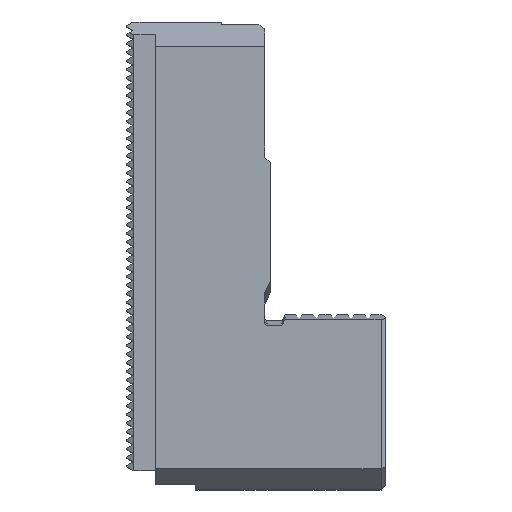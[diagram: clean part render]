
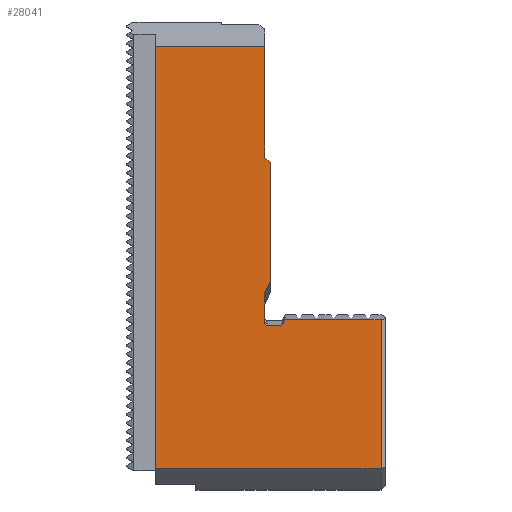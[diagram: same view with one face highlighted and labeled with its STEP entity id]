
A CAD part, top view. The second image highlights one B-rep face of the part: STEP entity #28041.
In plain terms, the highlighted planar face has unit normal (0, 0, 1).
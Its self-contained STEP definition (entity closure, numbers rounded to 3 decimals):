
#52 = CARTESIAN_POINT ( 'NONE',  ( 90., 260.5, 40. ) ) ;
#150 = LINE ( 'NONE', #7680, #33567 ) ;
#1376 = VERTEX_POINT ( 'NONE', #20201 ) ;
#2459 = ORIENTED_EDGE ( 'NONE', *, *, #22443, .F. ) ;
#2795 = VERTEX_POINT ( 'NONE', #6604 ) ;
#3176 = ORIENTED_EDGE ( 'NONE', *, *, #24896, .T. ) ;
#3377 = ORIENTED_EDGE ( 'NONE', *, *, #23489, .T. ) ;
#3385 = VECTOR ( 'NONE', #18639, 1000. ) ;
#4296 = CARTESIAN_POINT ( 'NONE',  ( 48.666, 212.816, 40. ) ) ;
#4413 = CARTESIAN_POINT ( 'NONE',  ( 55.155, 156.952, 40. ) ) ;
#4508 = DIRECTION ( 'NONE',  ( 0., 1., 0. ) ) ;
#5287 = DIRECTION ( 'NONE',  ( 0., 1., 0. ) ) ;
#5310 = CARTESIAN_POINT ( 'NONE',  ( 0., 154.886, 40. ) ) ;
#5746 = CARTESIAN_POINT ( 'NONE',  ( 88.5, 260.5, 40. ) ) ;
#5889 = VECTOR ( 'NONE', #5287, 1000. ) ;
#6091 = ORIENTED_EDGE ( 'NONE', *, *, #15449, .T. ) ;
#6139 = EDGE_CURVE ( 'NONE', #13774, #6843, #21967, .T. ) ;
#6350 = ORIENTED_EDGE ( 'NONE', *, *, #27742, .T. ) ;
#6442 = ORIENTED_EDGE ( 'NONE', *, *, #17189, .F. ) ;
#6604 = CARTESIAN_POINT ( 'NONE',  ( 55.155, 156.952, 40. ) ) ;
#6712 = CARTESIAN_POINT ( 'NONE',  ( 48.122, 155.407, 40. ) ) ;
#6843 = VERTEX_POINT ( 'NONE', #12405 ) ;
#6886 = CARTESIAN_POINT ( 'NONE',  ( 48.025, 155.653, 40. ) ) ;
#7143 = VECTOR ( 'NONE', #32364, 1000. ) ;
#7303 = VERTEX_POINT ( 'NONE', #32723 ) ;
#7461 = B_SPLINE_CURVE_WITH_KNOTS ( 'NONE', 3,
 ( #4413, #18191, #31831, #34510 ),
 .UNSPECIFIED., .F., .F.,
 ( 4, 4 ),
 ( 0.071, 0.074 ),
 .UNSPECIFIED. ) ;
#7487 = VERTEX_POINT ( 'NONE', #9588 ) ;
#7680 = CARTESIAN_POINT ( 'NONE',  ( 90.001, 105.017, 40. ) ) ;
#7877 = LINE ( 'NONE', #22023, #14308 ) ;
#7940 = DIRECTION ( 'NONE',  ( 0., 0., -1. ) ) ;
#8043 = DIRECTION ( 'NONE',  ( 0., 1., 0. ) ) ;
#8056 = ORIENTED_EDGE ( 'NONE', *, *, #16142, .T. ) ;
#8206 = CARTESIAN_POINT ( 'NONE',  ( 48., 166.33, 40. ) ) ;
#8659 = EDGE_LOOP ( 'NONE', ( #2459, #3176, #6442, #18354, #19901, #6350, #27940, #13549, #8056, #10256, #3377, #6091, #15681 ) ) ;
#8809 = VECTOR ( 'NONE', #28628, 1000. ) ;
#9012 = EDGE_CURVE ( 'NONE', #7303, #10135, #20776, .T. ) ;
#9588 = CARTESIAN_POINT ( 'NONE',  ( 48., 251.84, 40. ) ) ;
#10132 = VECTOR ( 'NONE', #4508, 1000. ) ;
#10135 = VERTEX_POINT ( 'NONE', #35282 ) ;
#10256 = ORIENTED_EDGE ( 'NONE', *, *, #26196, .T. ) ;
#10723 = VECTOR ( 'NONE', #8043, 1000. ) ;
#10898 = CARTESIAN_POINT ( 'NONE',  ( 49.334, 168.949, 40. ) ) ;
#11083 = EDGE_CURVE ( 'NONE', #11473, #16210, #17944, .T. ) ;
#11473 = VERTEX_POINT ( 'NONE', #34060 ) ;
#11861 = CARTESIAN_POINT ( 'NONE',  ( 48., 155.919, 40. ) ) ;
#11919 = CARTESIAN_POINT ( 'NONE',  ( 48., 155.919, 40. ) ) ;
#12022 = CARTESIAN_POINT ( 'NONE',  ( 50., 211.432, 40. ) ) ;
#12405 = CARTESIAN_POINT ( 'NONE',  ( 49., 154.886, 40. ) ) ;
#13260 = DIRECTION ( 'NONE',  ( 0., 1., 0. ) ) ;
#13549 = ORIENTED_EDGE ( 'NONE', *, *, #9012, .T. ) ;
#13632 = LINE ( 'NONE', #5746, #3385 ) ;
#13666 = FACE_OUTER_BOUND ( 'NONE', #8659, .T. ) ;
#13774 = VERTEX_POINT ( 'NONE', #24032 ) ;
#14308 = VECTOR ( 'NONE', #19139, 1000. ) ;
#14342 = CARTESIAN_POINT ( 'NONE',  ( 88.5, 156.952, 40. ) ) ;
#14605 = CARTESIAN_POINT ( 'NONE',  ( 48.195, 155.292, 40. ) ) ;
#14780 = CARTESIAN_POINT ( 'NONE',  ( 48.868, 154.886, 40. ) ) ;
#15280 = EDGE_CURVE ( 'NONE', #21309, #7303, #31718, .T. ) ;
#15449 = EDGE_CURVE ( 'NONE', #7487, #16210, #7877, .T. ) ;
#15681 = ORIENTED_EDGE ( 'NONE', *, *, #11083, .F. ) ;
#15959 = CARTESIAN_POINT ( 'NONE',  ( 48., 260.5, 40. ) ) ;
#16117 = LINE ( 'NONE', #27045, #10723 ) ;
#16142 = EDGE_CURVE ( 'NONE', #10135, #30837, #24274, .T. ) ;
#16210 = VERTEX_POINT ( 'NONE', #21399 ) ;
#17112 = CARTESIAN_POINT ( 'NONE',  ( 48.489, 155.021, 40. ) ) ;
#17189 = EDGE_CURVE ( 'NONE', #2795, #26633, #20865, .T. ) ;
#17248 = B_SPLINE_CURVE_WITH_KNOTS ( 'NONE', 3,
 ( #30927, #14780, #25718, #17112, #28764, #14605, #6712, #6886, #25533, #11919 ),
 .UNSPECIFIED., .F., .F.,
 ( 4, 2, 2, 2, 4 ),
 ( 0.006, 0.006, 0.007, 0.007, 0.008 ),
 .UNSPECIFIED. ) ;
#17944 = LINE ( 'NONE', #31582, #10132 ) ;
#18191 = CARTESIAN_POINT ( 'NONE',  ( 54.77, 156.263, 40. ) ) ;
#18354 = ORIENTED_EDGE ( 'NONE', *, *, #35149, .T. ) ;
#18525 = CARTESIAN_POINT ( 'NONE',  ( 50., 260.5, 40. ) ) ;
#18639 = DIRECTION ( 'NONE',  ( 0., 1., 0. ) ) ;
#18854 = DIRECTION ( 'NONE',  ( -1., 0., 0. ) ) ;
#19139 = DIRECTION ( 'NONE',  ( -1., 0., 0. ) ) ;
#19901 = ORIENTED_EDGE ( 'NONE', *, *, #6139, .T. ) ;
#20046 = CARTESIAN_POINT ( 'NONE',  ( 48., 213.508, 40. ) ) ;
#20201 = CARTESIAN_POINT ( 'NONE',  ( 88.5, 105.017, 40. ) ) ;
#20776 = B_SPLINE_CURVE_WITH_KNOTS ( 'NONE', 3,
 ( #8206, #21469, #10898, #32408 ),
 .UNSPECIFIED., .F., .F.,
 ( 4, 4 ),
 ( 0.115, 0.12 ),
 .UNSPECIFIED. ) ;
#20865 = LINE ( 'NONE', #31306, #8809 ) ;
#21309 = VERTEX_POINT ( 'NONE', #11861 ) ;
#21399 = CARTESIAN_POINT ( 'NONE',  ( 10., 251.84, 40. ) ) ;
#21469 = CARTESIAN_POINT ( 'NONE',  ( 48.667, 167.639, 40. ) ) ;
#21967 = LINE ( 'NONE', #5310, #7143 ) ;
#22023 = CARTESIAN_POINT ( 'NONE',  ( 90.001, 251.84, 40. ) ) ;
#22260 = B_SPLINE_CURVE_WITH_KNOTS ( 'NONE', 3,
 ( #12022, #25454, #4296, #20046 ),
 .UNSPECIFIED., .F., .F.,
 ( 4, 4 ),
 ( 0.078, 0.081 ),
 .UNSPECIFIED. ) ;
#22443 = EDGE_CURVE ( 'NONE', #1376, #11473, #150, .T. ) ;
#23489 = EDGE_CURVE ( 'NONE', #31153, #7487, #16117, .T. ) ;
#24032 = CARTESIAN_POINT ( 'NONE',  ( 54., 154.886, 40. ) ) ;
#24274 = LINE ( 'NONE', #18525, #5889 ) ;
#24595 = PLANE ( 'NONE',  #29242 ) ;
#24896 = EDGE_CURVE ( 'NONE', #1376, #26633, #13632, .T. ) ;
#25454 = CARTESIAN_POINT ( 'NONE',  ( 49.333, 212.124, 40. ) ) ;
#25533 = CARTESIAN_POINT ( 'NONE',  ( 48., 155.787, 40. ) ) ;
#25718 = CARTESIAN_POINT ( 'NONE',  ( 48.732, 154.915, 40. ) ) ;
#26196 = EDGE_CURVE ( 'NONE', #30837, #31153, #22260, .T. ) ;
#26633 = VERTEX_POINT ( 'NONE', #14342 ) ;
#27045 = CARTESIAN_POINT ( 'NONE',  ( 48., 260.5, 40. ) ) ;
#27742 = EDGE_CURVE ( 'NONE', #6843, #21309, #17248, .T. ) ;
#27940 = ORIENTED_EDGE ( 'NONE', *, *, #15280, .T. ) ;
#28041 = ADVANCED_FACE ( 'NONE', ( #13666 ), #24595, .F. ) ;
#28628 = DIRECTION ( 'NONE',  ( 1., 0., 0. ) ) ;
#28764 = CARTESIAN_POINT ( 'NONE',  ( 48.378, 155.1, 40. ) ) ;
#29242 = AXIS2_PLACEMENT_3D ( 'NONE', #52, #7940, #18854 ) ;
#30837 = VERTEX_POINT ( 'NONE', #33465 ) ;
#30925 = VECTOR ( 'NONE', #13260, 1000. ) ;
#30927 = CARTESIAN_POINT ( 'NONE',  ( 49., 154.886, 40. ) ) ;
#31153 = VERTEX_POINT ( 'NONE', #33420 ) ;
#31306 = CARTESIAN_POINT ( 'NONE',  ( 48., 156.952, 40. ) ) ;
#31582 = CARTESIAN_POINT ( 'NONE',  ( 10., 104.5, 40. ) ) ;
#31718 = LINE ( 'NONE', #15959, #30925 ) ;
#31831 = CARTESIAN_POINT ( 'NONE',  ( 54.385, 155.575, 40. ) ) ;
#32364 = DIRECTION ( 'NONE',  ( -1., 0., 0. ) ) ;
#32408 = CARTESIAN_POINT ( 'NONE',  ( 50., 170.258, 40. ) ) ;
#32723 = CARTESIAN_POINT ( 'NONE',  ( 48., 166.33, 40. ) ) ;
#32949 = DIRECTION ( 'NONE',  ( -1., 0., 0. ) ) ;
#33420 = CARTESIAN_POINT ( 'NONE',  ( 48., 213.508, 40. ) ) ;
#33465 = CARTESIAN_POINT ( 'NONE',  ( 50., 211.432, 40. ) ) ;
#33567 = VECTOR ( 'NONE', #32949, 1000. ) ;
#34060 = CARTESIAN_POINT ( 'NONE',  ( 10., 105.017, 40. ) ) ;
#34510 = CARTESIAN_POINT ( 'NONE',  ( 54., 154.886, 40. ) ) ;
#35149 = EDGE_CURVE ( 'NONE', #2795, #13774, #7461, .T. ) ;
#35282 = CARTESIAN_POINT ( 'NONE',  ( 50., 170.258, 40. ) ) ;
